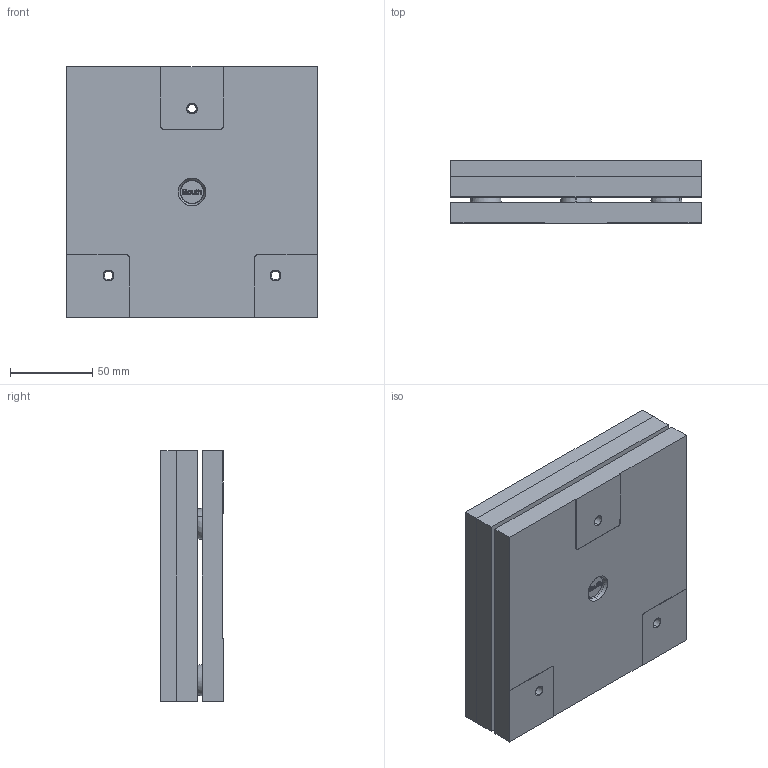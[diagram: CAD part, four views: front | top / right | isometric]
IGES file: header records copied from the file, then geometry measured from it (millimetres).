
Start section: SolidWorks IGES file using analytic representation for surfaces
Global section: file name: Kinematic Platform 6 x 6.IGS; native system: SolidWorks 2012; preprocessor: SolidWorks 2012; author: Scott; date: 130721.190044; units: inch
Bounding box: 152.4 x 38.1 x 152.4 mm (x, y, z)
Surface area: 172820 mm2 (no closed solid volume)
Topology: 0 solids, 0 shells, 1149 faces, 15241 edges, 15238 vertices
Faces by surface type: bspline 814, revolution 335
